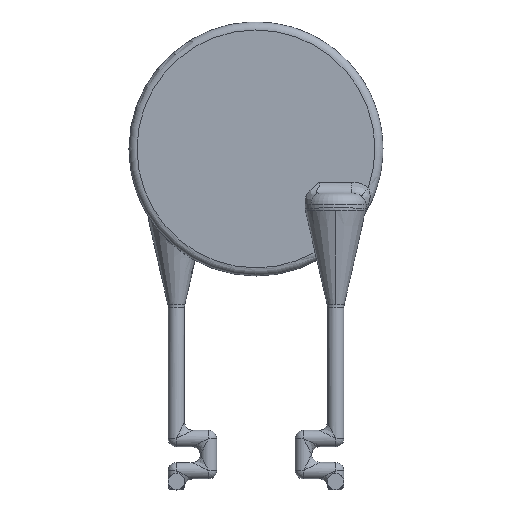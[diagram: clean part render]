
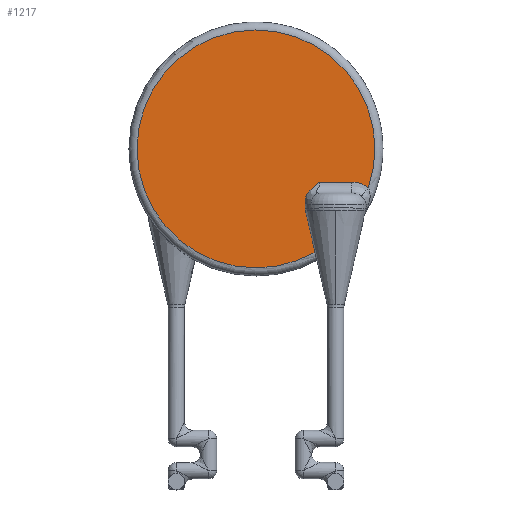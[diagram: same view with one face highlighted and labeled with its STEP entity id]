
A CAD part, top view. The second image highlights one B-rep face of the part: STEP entity #1217.
In plain terms, the highlighted planar face has unit normal (0, 0, 1).
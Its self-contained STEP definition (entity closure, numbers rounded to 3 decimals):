
#59=LINE('',#3251,#80);
#60=LINE('',#3321,#81);
#61=LINE('',#3338,#82);
#80=VECTOR('',#1619,0.204);
#81=VECTOR('',#1624,0.975);
#82=VECTOR('',#1627,1.329);
#98=PLANE('',#1357);
#185=B_SPLINE_CURVE_WITH_KNOTS('',3,(#3310,#3311,#3312,#3313,#3314,#3315,
#3316,#3317,#3318,#3319),.UNSPECIFIED.,.F.,.F.,(4,2,2,2,4),(-0.105,
-0.101,-0.04,-0.017,0.),
 .UNSPECIFIED.);
#186=B_SPLINE_CURVE_WITH_KNOTS('',3,(#3323,#3324,#3325,#3326,#3327,#3328,
#3329,#3330,#3331,#3332,#3333,#3334),.UNSPECIFIED.,.F.,.F.,(4,1,1,1,1,1,
1,1,1,4),(0.,0.111,0.222,0.333,0.444,
0.556,0.667,0.778,0.889,1.),
 .UNSPECIFIED.);
#252=FACE_OUTER_BOUND('',#333,.T.);
#333=EDGE_LOOP('',(#951,#952,#953,#954,#955,#956,#957));
#420=CIRCLE('',#1358,3.7);
#421=CIRCLE('',#1359,0.35);
#527=VERTEX_POINT('',#3249);
#528=VERTEX_POINT('',#3250);
#530=VERTEX_POINT('',#3309);
#531=VERTEX_POINT('',#3320);
#532=VERTEX_POINT('',#3322);
#533=VERTEX_POINT('',#3335);
#534=VERTEX_POINT('',#3337);
#678=EDGE_CURVE('',#527,#528,#59,.T.);
#682=EDGE_CURVE('',#530,#528,#185,.T.);
#683=EDGE_CURVE('',#531,#530,#60,.T.);
#684=EDGE_CURVE('',#531,#532,#186,.T.);
#685=EDGE_CURVE('',#532,#533,#420,.T.);
#686=EDGE_CURVE('',#533,#534,#61,.T.);
#687=EDGE_CURVE('',#534,#527,#421,.T.);
#951=ORIENTED_EDGE('',*,*,#678,.T.);
#952=ORIENTED_EDGE('',*,*,#682,.F.);
#953=ORIENTED_EDGE('',*,*,#683,.F.);
#954=ORIENTED_EDGE('',*,*,#684,.T.);
#955=ORIENTED_EDGE('',*,*,#685,.T.);
#956=ORIENTED_EDGE('',*,*,#686,.T.);
#957=ORIENTED_EDGE('',*,*,#687,.T.);
#1217=ADVANCED_FACE('',(#252),#98,.T.);
#1357=AXIS2_PLACEMENT_3D('',#3308,#1622,#1623);
#1358=AXIS2_PLACEMENT_3D('',#3336,#1625,#1626);
#1359=AXIS2_PLACEMENT_3D('',#3339,#1628,#1629);
#1619=DIRECTION('',(0.,1.,0.));
#1622=DIRECTION('center_axis',(0.,0.,1.));
#1623=DIRECTION('ref_axis',(1.,0.,0.));
#1624=DIRECTION('',(-1.,0.,0.));
#1625=DIRECTION('center_axis',(0.,0.,1.));
#1626=DIRECTION('ref_axis',(0.945,-0.328,0.));
#1627=DIRECTION('',(-0.226,0.974,0.));
#1628=DIRECTION('center_axis',(0.,0.,-1.));
#1629=DIRECTION('ref_axis',(-0.974,-0.226,0.));
#3249=CARTESIAN_POINT('',(1.528,-1.838,0.6));
#3250=CARTESIAN_POINT('',(1.528,-1.634,0.6));
#3251=CARTESIAN_POINT('',(1.528,-1.838,0.6));
#3308=CARTESIAN_POINT('Origin',(0.,0.,0.6));
#3309=CARTESIAN_POINT('',(1.991,-1.028,0.6));
#3310=CARTESIAN_POINT('Ctrl Pts',(1.991,-1.028,0.6));
#3311=CARTESIAN_POINT('Ctrl Pts',(1.984,-1.034,0.6));
#3312=CARTESIAN_POINT('Ctrl Pts',(1.978,-1.041,0.6));
#3313=CARTESIAN_POINT('Ctrl Pts',(1.878,-1.133,0.6));
#3314=CARTESIAN_POINT('Ctrl Pts',(1.762,-1.195,0.6));
#3315=CARTESIAN_POINT('Ctrl Pts',(1.631,-1.341,0.6));
#3316=CARTESIAN_POINT('Ctrl Pts',(1.59,-1.395,0.6));
#3317=CARTESIAN_POINT('Ctrl Pts',(1.54,-1.519,0.6));
#3318=CARTESIAN_POINT('Ctrl Pts',(1.528,-1.576,0.6));
#3319=CARTESIAN_POINT('Ctrl Pts',(1.528,-1.634,0.6));
#3320=CARTESIAN_POINT('',(2.965,-1.028,0.6));
#3321=CARTESIAN_POINT('',(2.965,-1.028,0.6));
#3322=CARTESIAN_POINT('',(3.495,-1.214,0.6));
#3323=CARTESIAN_POINT('Ctrl Pts',(2.965,-1.028,0.6));
#3324=CARTESIAN_POINT('Ctrl Pts',(2.993,-1.028,0.6));
#3325=CARTESIAN_POINT('Ctrl Pts',(3.044,-1.03,0.6));
#3326=CARTESIAN_POINT('Ctrl Pts',(3.107,-1.038,0.6));
#3327=CARTESIAN_POINT('Ctrl Pts',(3.166,-1.049,0.6));
#3328=CARTESIAN_POINT('Ctrl Pts',(3.224,-1.064,0.6));
#3329=CARTESIAN_POINT('Ctrl Pts',(3.285,-1.085,0.6));
#3330=CARTESIAN_POINT('Ctrl Pts',(3.343,-1.111,0.6));
#3331=CARTESIAN_POINT('Ctrl Pts',(3.397,-1.141,0.6));
#3332=CARTESIAN_POINT('Ctrl Pts',(3.448,-1.175,0.6));
#3333=CARTESIAN_POINT('Ctrl Pts',(3.48,-1.201,0.6));
#3334=CARTESIAN_POINT('Ctrl Pts',(3.495,-1.214,0.6));
#3335=CARTESIAN_POINT('',(1.837,-3.212,0.6));
#3336=CARTESIAN_POINT('Origin',(0.,0.,0.6));
#3337=CARTESIAN_POINT('',(1.537,-1.917,0.6));
#3338=CARTESIAN_POINT('',(1.837,-3.212,0.6));
#3339=CARTESIAN_POINT('Origin',(1.878,-1.838,0.6));
